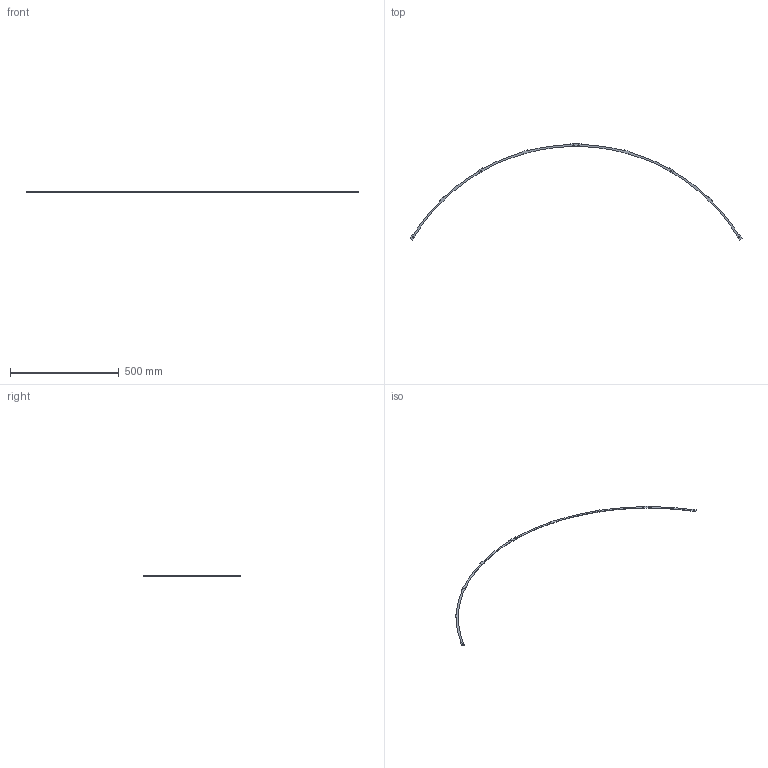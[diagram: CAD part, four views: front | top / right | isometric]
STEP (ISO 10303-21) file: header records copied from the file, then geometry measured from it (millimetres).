
FILE_DESCRIPTION (( 'STEP AP214' ), '1' );
FILE_NAME ('D1001073-v3.STEP', '2013-02-22T18:09:52', ( 'ligo' ), ( 'Microsoft' ), 'SwSTEP 2.0', 'SolidWorks 2013', '' );
FILE_SCHEMA (( 'AUTOMOTIVE_DESIGN' ));
Length unit declared in the file: inch
Products named in the file (1): D1001073-v3
Bounding box: 1525.76 x 443.23 x 1.47 mm (x, y, z)
Volume: 27254.4 mm3; surface area: 42637.7 mm2
Topology: 1 solids, 1 shells, 106 faces, 312 edges, 208 vertices
Faces by surface type: cylinder 86, plane 20
Entity records: 3692 total; most frequent: DIRECTION 698, CARTESIAN_POINT 627, ORIENTED_EDGE 624, EDGE_CURVE 312, AXIS2_PLACEMENT_3D 279, VERTEX_POINT 208, CIRCLE 172, LINE 140
